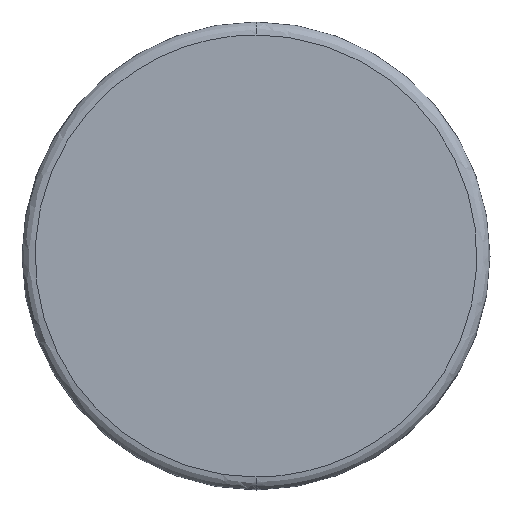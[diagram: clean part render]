
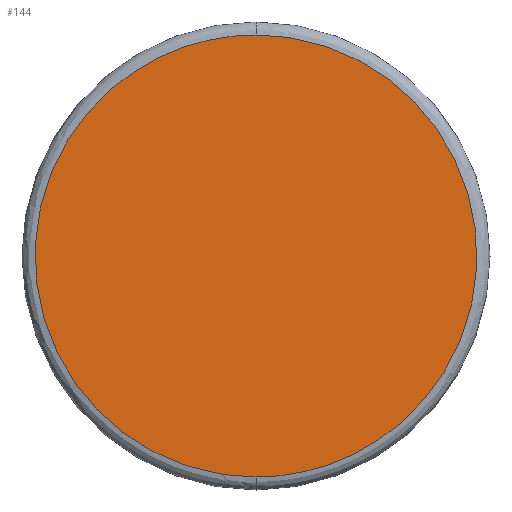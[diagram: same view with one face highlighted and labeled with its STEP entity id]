
A CAD part, front view. The second image highlights one B-rep face of the part: STEP entity #144.
In plain terms, the highlighted planar face has unit normal (0, -1, 0).
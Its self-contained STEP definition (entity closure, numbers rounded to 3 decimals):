
#76 = VERTEX_POINT ( 'NONE', #130 ) ;
#83 = PLANE ( 'NONE',  #193 ) ;
#94 = CARTESIAN_POINT ( 'NONE',  ( 17., -10., -8.5 ) ) ;
#99 =( BOUNDED_CURVE ( )  B_SPLINE_CURVE ( 3, ( #398, #116, #226, #453 ),
 .UNSPECIFIED., .F., .F. ) 
 B_SPLINE_CURVE_WITH_KNOTS ( ( 4, 4 ),
 ( 0., 0.5 ),
 .UNSPECIFIED. ) 
 CURVE ( )  GEOMETRIC_REPRESENTATION_ITEM ( )  RATIONAL_B_SPLINE_CURVE ( ( 1., 0.333, 0.333, 1. ) ) 
 REPRESENTATION_ITEM ( '' )  );
#116 = CARTESIAN_POINT ( 'NONE',  ( -17., -10., -8.5 ) ) ;
#125 = DIRECTION ( 'NONE',  ( 0., 0., 1. ) ) ;
#130 = CARTESIAN_POINT ( 'NONE',  ( 0., -10., 8.5 ) ) ;
#138 =( BOUNDED_CURVE ( )  B_SPLINE_CURVE ( 3, ( #663, #429, #94, #543 ),
 .UNSPECIFIED., .F., .T. ) 
 B_SPLINE_CURVE_WITH_KNOTS ( ( 4, 4 ),
 ( 0.5, 1. ),
 .UNSPECIFIED. ) 
 CURVE ( )  GEOMETRIC_REPRESENTATION_ITEM ( )  RATIONAL_B_SPLINE_CURVE ( ( 1., 0.333, 0.333, 1. ) ) 
 REPRESENTATION_ITEM ( '' )  );
#144 = ADVANCED_FACE ( 'NONE', ( #693 ), #83, .F. ) ;
#193 = AXIS2_PLACEMENT_3D ( 'NONE', #525, #637, #125 ) ;
#226 = CARTESIAN_POINT ( 'NONE',  ( -17., -10., 8.5 ) ) ;
#286 = ORIENTED_EDGE ( 'NONE', *, *, #682, .F. ) ;
#388 = EDGE_CURVE ( 'NONE', #407, #76, #99, .T. ) ;
#398 = CARTESIAN_POINT ( 'NONE',  ( 0., -10., -8.5 ) ) ;
#407 = VERTEX_POINT ( 'NONE', #622 ) ;
#429 = CARTESIAN_POINT ( 'NONE',  ( 17., -10., 8.5 ) ) ;
#430 = EDGE_LOOP ( 'NONE', ( #607, #286 ) ) ;
#453 = CARTESIAN_POINT ( 'NONE',  ( 0., -10., 8.5 ) ) ;
#525 = CARTESIAN_POINT ( 'NONE',  ( 8.5, -10., 0. ) ) ;
#543 = CARTESIAN_POINT ( 'NONE',  ( 0., -10., -8.5 ) ) ;
#607 = ORIENTED_EDGE ( 'NONE', *, *, #388, .F. ) ;
#622 = CARTESIAN_POINT ( 'NONE',  ( 0., -10., -8.5 ) ) ;
#637 = DIRECTION ( 'NONE',  ( 0., 1., 0. ) ) ;
#663 = CARTESIAN_POINT ( 'NONE',  ( 0., -10., 8.5 ) ) ;
#682 = EDGE_CURVE ( 'NONE', #76, #407, #138, .T. ) ;
#693 = FACE_OUTER_BOUND ( 'NONE', #430, .T. ) ;
